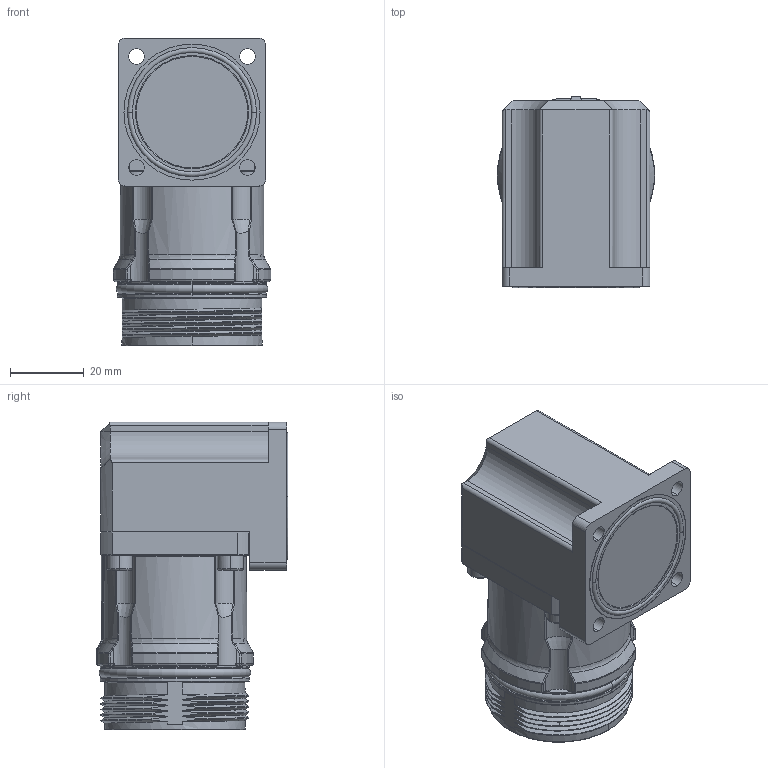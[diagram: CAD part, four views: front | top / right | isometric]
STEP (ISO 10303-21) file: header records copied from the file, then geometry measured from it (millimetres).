
FILE_DESCRIPTION((''),'2;1');
FILE_NAME('1613516','2015-10-02T',('feitelbuss'),(''),'PRO/ENGINEER BY PARAMETRIC TECHNOLOGY CORPORATION, 2014200','PRO/ENGINEER BY PARAMETRIC TECHNOLOGY CORPORATION, 2014200','');
FILE_SCHEMA(('AUTOMOTIVE_DESIGN { 1 0 10303 214 1 1 1 1 }'));
Length unit declared in the file: millimetre
Products named in the file (1): 1613516
Bounding box: 42.46 x 51.85 x 83.2 mm (x, y, z)
Volume: 104359 mm3; surface area: 22677.3 mm2
Topology: 1 solids, 2 shells, 655 faces, 1618 edges, 1001 vertices
Faces by surface type: plane 215, cylinder 179, bspline 132, torus 84, sphere 24, cone 21
Entity records: 25745 total; most frequent: CARTESIAN_POINT 10990, ORIENTED_EDGE 3236, DIRECTION 2780, EDGE_CURVE 1618, AXIS2_PLACEMENT_3D 1051, VERTEX_POINT 1001, EDGE_LOOP 699, VECTOR 678
